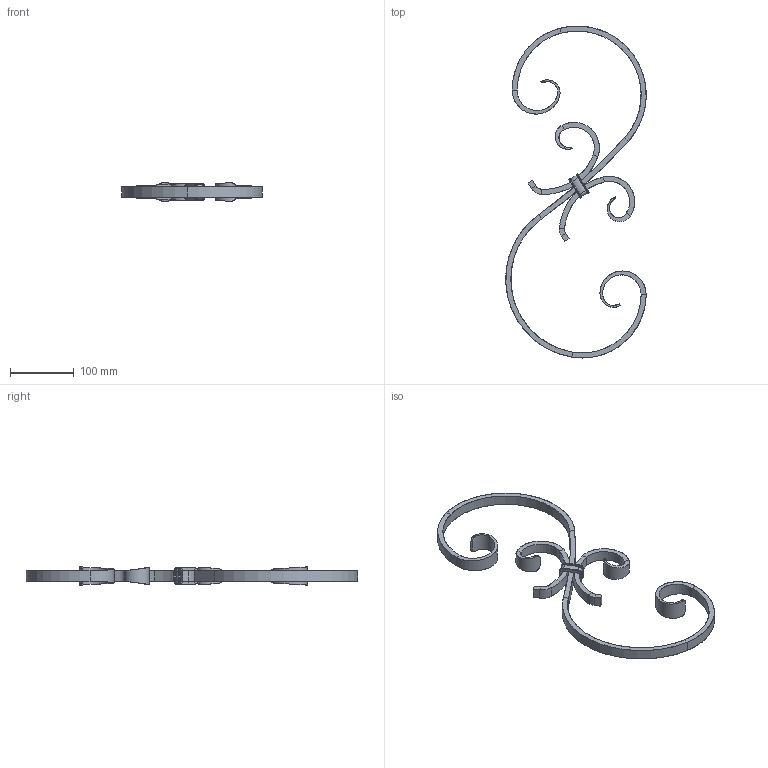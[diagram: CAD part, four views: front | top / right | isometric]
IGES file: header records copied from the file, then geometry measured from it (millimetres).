
Start section: SolidWorks IGES file using analytic representation for surfaces
Global section: file name: 3089.igs; native system: SolidWorks 2018; preprocessor: SolidWorks 2018; author: Christian; date: 221007.121028; units: millimetre
Bounding box: 219.99 x 519.99 x 29.03 mm (x, y, z)
Surface area: 96648 mm2 (no closed solid volume)
Topology: 0 solids, 0 shells, 461 faces, 5260 edges, 5260 vertices
Faces by surface type: bspline 374, revolution 87
